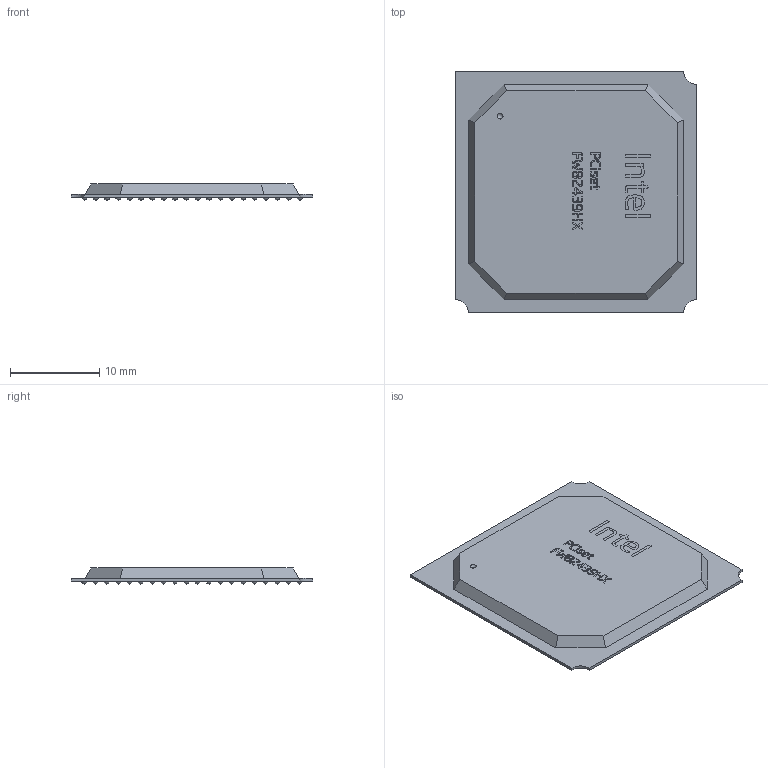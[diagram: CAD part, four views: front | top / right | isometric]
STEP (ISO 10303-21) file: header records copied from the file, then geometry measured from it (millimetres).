
FILE_DESCRIPTION(('FreeCAD Model'),'2;1');
FILE_NAME('Open CASCADE Shape Model','2022-08-10T15:22:52',(''),(''), 'Open CASCADE STEP processor 7.5','FreeCAD','Unknown');
FILE_SCHEMA(('AUTOMOTIVE_DESIGN { 1 0 10303 214 1 1 1 1 }'));
Length unit declared in the file: millimetre
Products named in the file (6): Intel_430HX; Intel; PCIset; ShapeString002; Cut; PCB Interposer
Assembly tree (5 placements, depth 2):
  Intel_430HX
    Intel
    PCIset
    ShapeString002
    Cut
    PCB Interposer
Bounding box: 27 x 27 x 1.8 mm (x, y, z)
Volume: 860.3 mm3; surface area: 2761.1 mm2
Topology: 2 solids, 22 shells, 440 faces, 1661 edges, 1245 vertices
Faces by surface type: sphere 401, plane 28, bspline 8, cylinder 3
Entity records: 31968 total; most frequent: CARTESIAN_POINT 8944, DIRECTION 4154, ORIENTED_EDGE 2107, PCURVE 2107, DEFINITIONAL_REPRESENTATION 2107, LINE 1656, VECTOR 1656, EDGE_CURVE 1260
